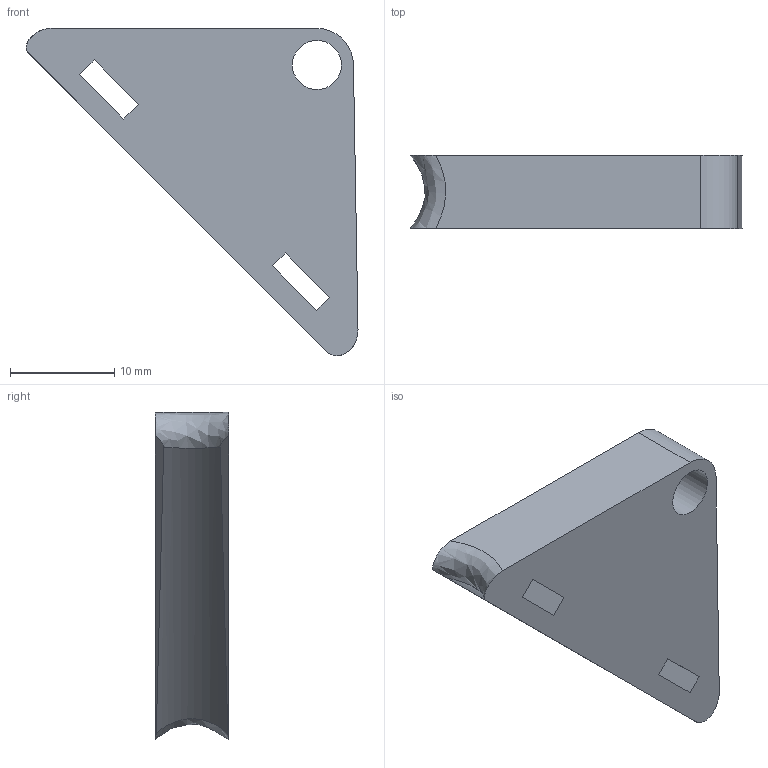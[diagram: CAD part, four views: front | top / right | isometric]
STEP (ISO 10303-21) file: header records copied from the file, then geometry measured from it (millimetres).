
FILE_DESCRIPTION(/* description */ (''),/* implementation_level */ '2;1');
FILE_NAME(/* name */ '00_penholder_servomotor.ipt.step',/* time_stamp */ '2022-11-29T07:48:13+01:00',/* author */ ('diederichbenedict'),/* organization */ (''),/* preprocessor_version */ 'ST-DEVELOPER v18.1',/* originating_system */ 'Autodesk Inventor 2022',/* authorisation */ '');
FILE_SCHEMA (('AUTOMOTIVE_DESIGN { 1 0 10303 214 3 1 1 }'));
Length unit declared in the file: millimetre
Products named in the file (1): 00_penholder_servomotor
Bounding box: 31.79 x 7 x 31.32 mm (x, y, z)
Volume: 3480.1 mm3; surface area: 2087 mm2
Topology: 1 solids, 1 shells, 19 faces, 51 edges, 34 vertices
Faces by surface type: plane 14, cylinder 3, bspline 2
Full cylindrical faces by diameter (mm): 4.7 x1
Entity records: 778 total; most frequent: CARTESIAN_POINT 265, ORIENTED_EDGE 102, DIRECTION 85, EDGE_CURVE 51, VERTEX_POINT 34, LINE 33, VECTOR 33, AXIS2_PLACEMENT_3D 26
